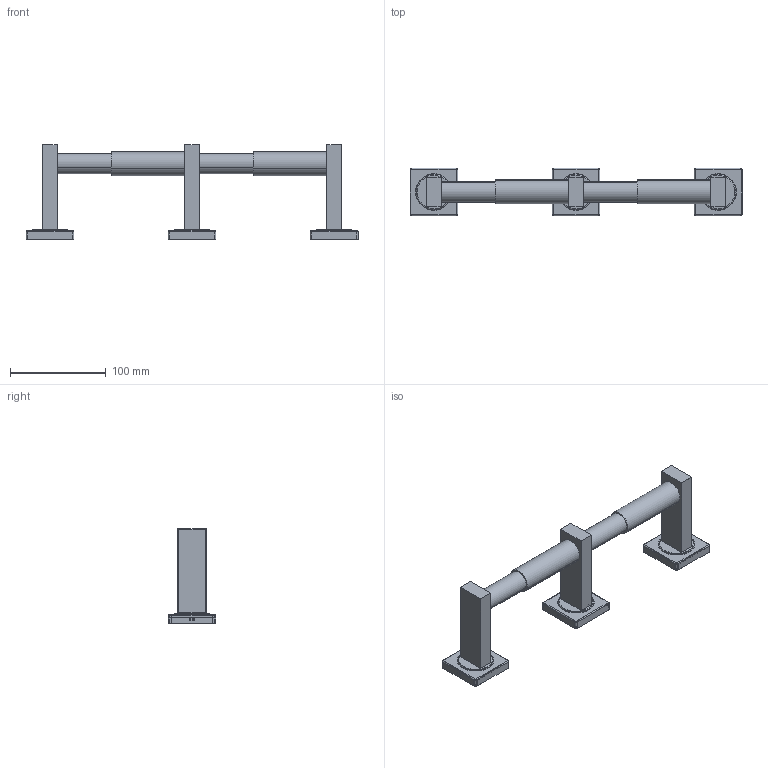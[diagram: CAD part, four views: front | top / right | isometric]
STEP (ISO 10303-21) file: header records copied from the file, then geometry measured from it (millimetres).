
FILE_DESCRIPTION (( 'STEP AP203' ), '1' );
FILE_NAME ('302-160923-E2.STEP', '2023-07-12T06:50:46', ( '' ), ( '' ), 'SwSTEP 2.0', 'SolidWorks 2012', '' );
FILE_SCHEMA (( 'CONFIG_CONTROL_DESIGN' ));
Length unit declared in the file: millimetre
Products named in the file (9): 302-160923-E2; 錨璃2; 錨璃3; ax22-200-1; td-2322a-6 E2; 302-160923-E2-5; 錨璃1; 302-160923-E2-4-22; 302-160923-E2-4
Assembly tree (15 placements, depth 3):
  302-160923-E2
    302-160923-E2-4-22  x3
      302-160923-E2-4
    302-160923-E2-5  x3
    td-2322a-6 E2  x2
    錨璃1
    錨璃2
    錨璃3
    ax22-200-1  x3
Bounding box: 347.2 x 50 x 99.1 mm (x, y, z)
Volume: 164498.1 mm3; surface area: 112300.4 mm2
Topology: 14 solids, 14 shells, 563 faces, 1438 edges, 936 vertices
Faces by surface type: cylinder 186, plane 169, bspline 124, cone 84
Entity records: 9215 total; most frequent: CARTESIAN_POINT 2801, DIRECTION 1112, ORIENTED_EDGE 1108, EDGE_CURVE 554, AXIS2_PLACEMENT_3D 429, VERTEX_POINT 362, EDGE_LOOP 260, VECTOR 254
